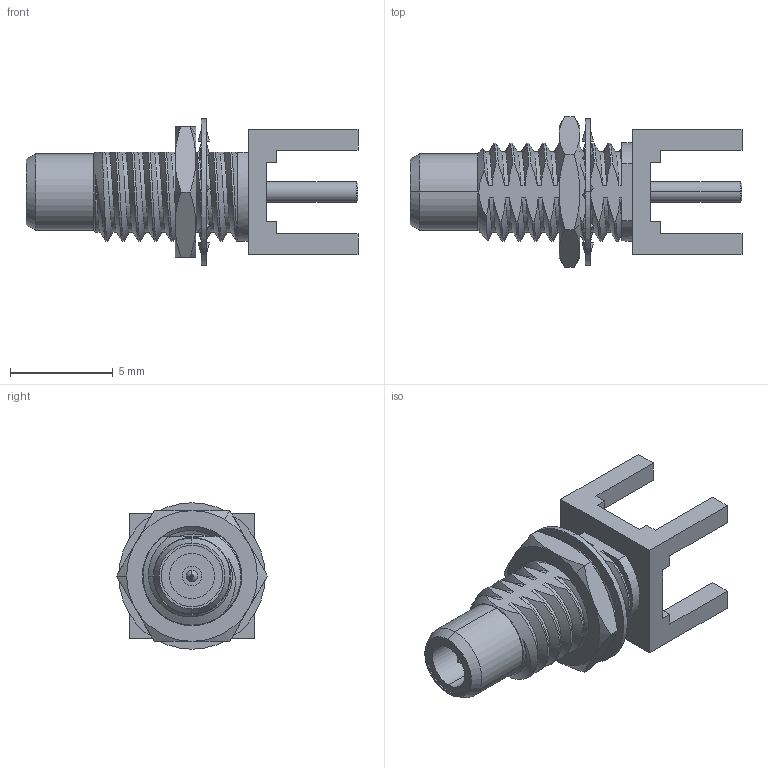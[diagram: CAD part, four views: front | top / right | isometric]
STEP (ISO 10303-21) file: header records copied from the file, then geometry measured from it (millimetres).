
FILE_DESCRIPTION (( 'STEP AP214' ), '1' );
FILE_NAME ('RFPCB-SMC-F-S-192_3D.step', '2023-03-17T15:13:00', ( '' ), ( '' ), 'SwSTEP 2.0', 'SolidWorks 2022', '' );
FILE_SCHEMA (( 'AUTOMOTIVE_DESIGN' ));
Length unit declared in the file: inch
Products named in the file (1): RFPCB-SMC-F-S-192_3D
Bounding box: 16.13 x 7.33 x 7.11 mm (x, y, z)
Volume: 209.2 mm3; surface area: 515.3 mm2
Topology: 3 solids, 3 shells, 204 faces, 545 edges, 355 vertices
Faces by surface type: bspline 63, plane 59, cylinder 48, cone 34
Entity records: 20515 total; most frequent: CARTESIAN_POINT 15974, ORIENTED_EDGE 1090, DIRECTION 711, EDGE_CURVE 545, VERTEX_POINT 355, LINE 241, VECTOR 241, AXIS2_PLACEMENT_3D 235
